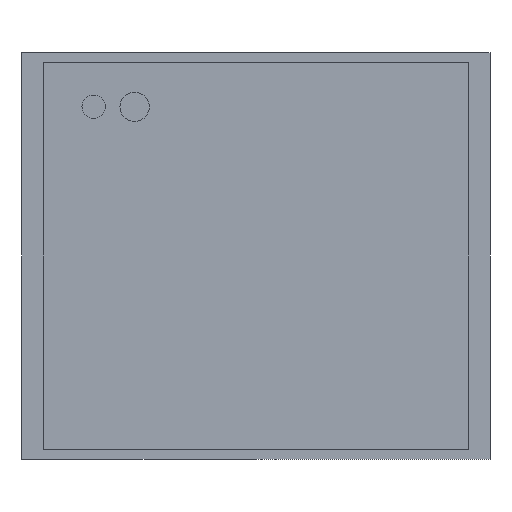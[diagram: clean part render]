
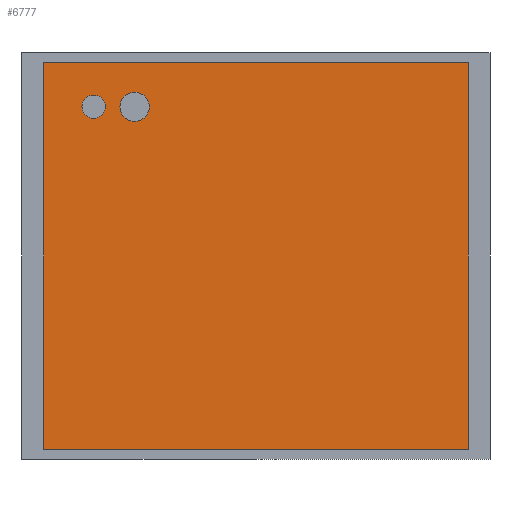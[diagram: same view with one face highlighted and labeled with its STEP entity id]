
A CAD part, front view. The second image highlights one B-rep face of the part: STEP entity #6777.
In plain terms, the highlighted planar face has unit normal (0, -1, 0).
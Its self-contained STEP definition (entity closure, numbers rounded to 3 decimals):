
#87=FACE_BOUND('',#715,.T.);
#88=FACE_BOUND('',#716,.T.);
#99=CIRCLE('',#7222,20.);
#101=CIRCLE('',#7226,25.);
#305=FACE_OUTER_BOUND('',#714,.T.);
#714=EDGE_LOOP('',(#4575,#4576,#4577,#4578));
#715=EDGE_LOOP('',(#4579));
#716=EDGE_LOOP('',(#4580));
#1158=LINE('',#9773,#2016);
#1160=LINE('',#9777,#2018);
#1162=LINE('',#9781,#2020);
#1164=LINE('',#9784,#2022);
#2016=VECTOR('',#7850,10.);
#2018=VECTOR('',#7854,10.);
#2020=VECTOR('',#7858,10.);
#2022=VECTOR('',#7862,10.);
#2836=VERTEX_POINT('',#9699);
#2838=VERTEX_POINT('',#9706);
#2859=VERTEX_POINT('',#9770);
#2860=VERTEX_POINT('',#9772);
#2861=VERTEX_POINT('',#9776);
#2862=VERTEX_POINT('',#9780);
#3497=EDGE_CURVE('',#2836,#2836,#99,.T.);
#3500=EDGE_CURVE('',#2838,#2838,#101,.T.);
#3530=EDGE_CURVE('',#2860,#2859,#1158,.T.);
#3532=EDGE_CURVE('',#2861,#2860,#1160,.T.);
#3534=EDGE_CURVE('',#2862,#2861,#1162,.T.);
#3536=EDGE_CURVE('',#2859,#2862,#1164,.T.);
#4575=ORIENTED_EDGE('',*,*,#3536,.T.);
#4576=ORIENTED_EDGE('',*,*,#3534,.T.);
#4577=ORIENTED_EDGE('',*,*,#3532,.T.);
#4578=ORIENTED_EDGE('',*,*,#3530,.T.);
#4579=ORIENTED_EDGE('',*,*,#3497,.T.);
#4580=ORIENTED_EDGE('',*,*,#3500,.T.);
#6430=PLANE('',#7243);
#6777=ADVANCED_FACE('',(#305,#87,#88),#6430,.T.);
#7222=AXIS2_PLACEMENT_3D('',#9701,#7784,#7785);
#7226=AXIS2_PLACEMENT_3D('',#9708,#7793,#7794);
#7243=AXIS2_PLACEMENT_3D('',#9785,#7863,#7864);
#7784=DIRECTION('center_axis',(0.,1.,0.));
#7785=DIRECTION('ref_axis',(1.,0.,0.));
#7793=DIRECTION('center_axis',(0.,1.,0.));
#7794=DIRECTION('ref_axis',(1.,0.,0.));
#7850=DIRECTION('',(-1.,0.,0.));
#7854=DIRECTION('',(0.,0.,1.));
#7858=DIRECTION('',(1.,0.,0.));
#7862=DIRECTION('',(0.,0.,-1.));
#7863=DIRECTION('center_axis',(0.,-1.,0.));
#7864=DIRECTION('ref_axis',(0.,0.,-1.));
#9699=CARTESIAN_POINT('',(-297.5,-370.,255.));
#9701=CARTESIAN_POINT('Origin',(-277.5,-370.,255.));
#9706=CARTESIAN_POINT('',(-232.5,-370.,255.));
#9708=CARTESIAN_POINT('Origin',(-207.5,-370.,255.));
#9770=CARTESIAN_POINT('',(-362.5,-370.,330.));
#9772=CARTESIAN_POINT('',(362.5,-370.,330.));
#9773=CARTESIAN_POINT('',(-362.5,-370.,330.));
#9776=CARTESIAN_POINT('',(362.5,-370.,-330.));
#9777=CARTESIAN_POINT('',(362.5,-370.,330.));
#9780=CARTESIAN_POINT('',(-362.5,-370.,-330.));
#9781=CARTESIAN_POINT('',(362.5,-370.,-330.));
#9784=CARTESIAN_POINT('',(-362.5,-370.,-330.));
#9785=CARTESIAN_POINT('Origin',(0.,-370.,0.));
